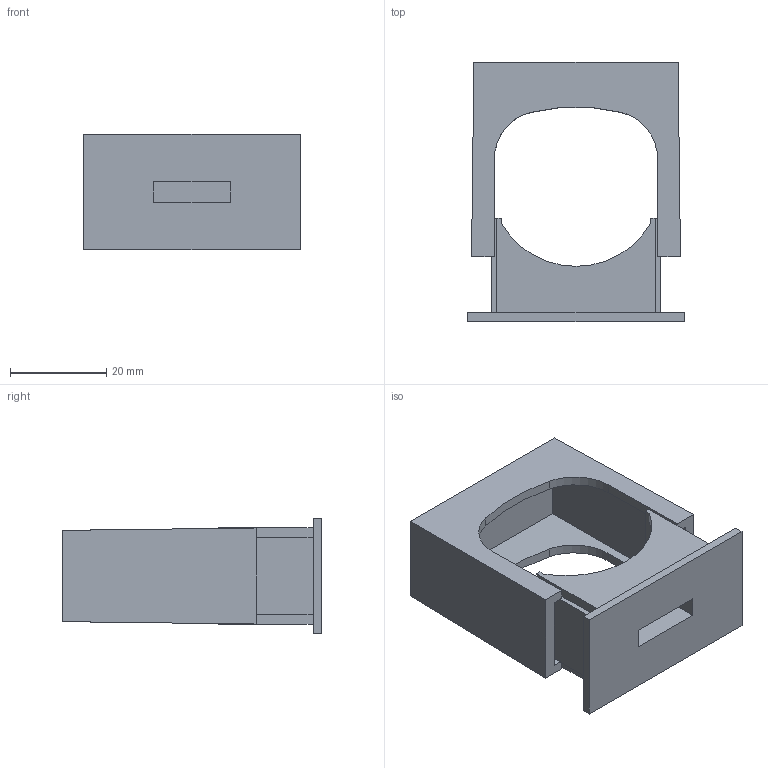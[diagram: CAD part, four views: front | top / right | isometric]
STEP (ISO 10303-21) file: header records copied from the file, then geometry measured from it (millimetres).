
FILE_DESCRIPTION (( 'STEP AP214' ), '1' );
FILE_NAME ('2101068.stp', '2020-01-09T08:45:56', ( '' ), ( '' ), 'SwSTEP 2.0', 'SolidWorks 2018', '' );
FILE_SCHEMA (( 'AUTOMOTIVE_DESIGN' ));
Length unit declared in the file: millimetre
Products named in the file (3): ES110-05-01_Standard; 2101068; ES110-05-02_Standard
Assembly tree (2 placements, depth 2):
  2101068
    ES110-05-01_Standard
    ES110-05-02_Standard
Bounding box: 45 x 54 x 24 mm (x, y, z)
Volume: 12371.6 mm3; surface area: 12852 mm2
Topology: 2 solids, 2 shells, 69 faces, 192 edges, 128 vertices
Faces by surface type: plane 57, cylinder 12
Entity records: 2292 total; most frequent: CARTESIAN_POINT 430, ORIENTED_EDGE 384, DIRECTION 340, EDGE_CURVE 192, LINE 168, VECTOR 168, VERTEX_POINT 128, AXIS2_PLACEMENT_3D 86
